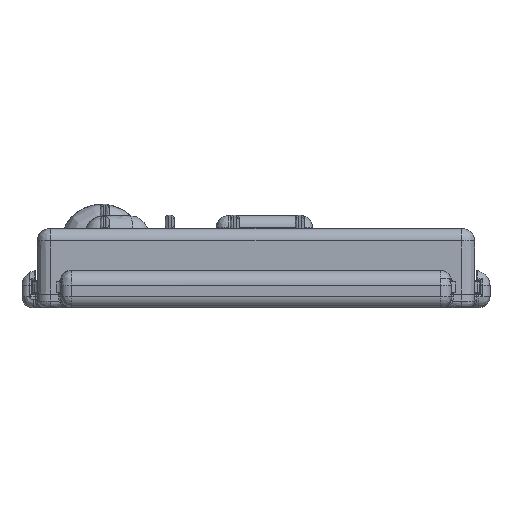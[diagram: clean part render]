
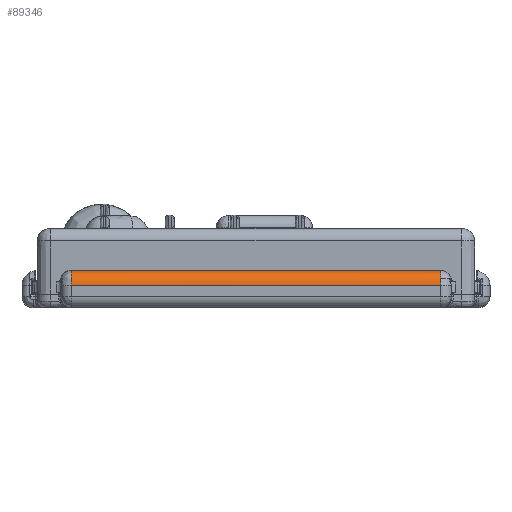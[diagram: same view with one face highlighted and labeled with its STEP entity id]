
A CAD part, front view. The second image highlights one B-rep face of the part: STEP entity #89346.
In plain terms, the highlighted free-form (B-spline) face has degree [2, 1] with [3, 2] control points.
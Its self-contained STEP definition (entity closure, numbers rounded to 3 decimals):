
#86380 = VERTEX_POINT('',#86381);
#86381 = CARTESIAN_POINT('',(-38.031,-45.784,
    8.668));
#86386 = EDGE_CURVE('',#86387,#86380,#86389,.T.);
#86387 = VERTEX_POINT('',#86388);
#86388 = CARTESIAN_POINT('',(7.26,-45.784,
    8.668));
#86389 = B_SPLINE_CURVE_WITH_KNOTS('',1,(#86390,#86391),.UNSPECIFIED.,
  .F.,.F.,(2,2),(1.25,43.054),.PIECEWISE_BEZIER_KNOTS.);
#86390 = CARTESIAN_POINT('',(7.26,-45.784,
    8.668));
#86391 = CARTESIAN_POINT('',(-38.031,-45.784,
    8.668));
#88505 = VERTEX_POINT('',#88506);
#88506 = CARTESIAN_POINT('',(7.26,-45.544,
    9.577));
#89286 = VERTEX_POINT('',#89287);
#89287 = CARTESIAN_POINT('',(7.26,-44.111,
    10.503));
#89292 = EDGE_CURVE('',#89286,#89293,#89295,.T.);
#89293 = VERTEX_POINT('',#89294);
#89294 = CARTESIAN_POINT('',(-38.031,-44.111,
    10.503));
#89295 = B_SPLINE_CURVE_WITH_KNOTS('',1,(#89296,#89297),.UNSPECIFIED.,
  .F.,.F.,(2,2),(1.25,43.054),.PIECEWISE_BEZIER_KNOTS.);
#89296 = CARTESIAN_POINT('',(7.26,-44.111,
    10.503));
#89297 = CARTESIAN_POINT('',(-38.031,-44.111,
    10.503));
#89346 = ADVANCED_FACE('',(#89347),#89369,.T.);
#89347 = FACE_BOUND('',#89348,.T.);
#89348 = EDGE_LOOP('',(#89349,#89350,#89356,#89357,#89363));
#89349 = ORIENTED_EDGE('',*,*,#89292,.T.);
#89350 = ORIENTED_EDGE('',*,*,#89351,.T.);
#89351 = EDGE_CURVE('',#89293,#86380,#89352,.T.);
#89352 = ( BOUNDED_CURVE() B_SPLINE_CURVE(2,(#89353,#89354,#89355),
.UNSPECIFIED.,.F.,.F.) B_SPLINE_CURVE_WITH_KNOTS((3,3),(0.,
1.479),.PIECEWISE_BEZIER_KNOTS.) CURVE() 
GEOMETRIC_REPRESENTATION_ITEM() RATIONAL_B_SPLINE_CURVE((1.,
0.739,1.)) REPRESENTATION_ITEM('') );
#89353 = CARTESIAN_POINT('',(-38.031,-44.111,
    10.503));
#89354 = CARTESIAN_POINT('',(-38.031,-45.784,
    10.348));
#89355 = CARTESIAN_POINT('',(-38.031,-45.784,
    8.668));
#89356 = ORIENTED_EDGE('',*,*,#86386,.F.);
#89357 = ORIENTED_EDGE('',*,*,#89358,.F.);
#89358 = EDGE_CURVE('',#88505,#86387,#89359,.T.);
#89359 = ( BOUNDED_CURVE() B_SPLINE_CURVE(2,(#89360,#89361,#89362),
.UNSPECIFIED.,.F.,.F.) B_SPLINE_CURVE_WITH_KNOTS((3,3),(
0.,0.516),.PIECEWISE_BEZIER_KNOTS.) CURVE() 
GEOMETRIC_REPRESENTATION_ITEM() RATIONAL_B_SPLINE_CURVE((1.,
0.967,1.)) REPRESENTATION_ITEM('') );
#89360 = CARTESIAN_POINT('',(7.26,-45.544,
    9.577));
#89361 = CARTESIAN_POINT('',(7.26,-45.784,
    9.154));
#89362 = CARTESIAN_POINT('',(7.26,-45.784,
    8.668));
#89363 = ORIENTED_EDGE('',*,*,#89364,.F.);
#89364 = EDGE_CURVE('',#89286,#88505,#89365,.T.);
#89365 = ( BOUNDED_CURVE() B_SPLINE_CURVE(2,(#89366,#89367,#89368),
.UNSPECIFIED.,.F.,.F.) B_SPLINE_CURVE_WITH_KNOTS((3,3),(0.,
0.963),.PIECEWISE_BEZIER_KNOTS.) CURVE() 
GEOMETRIC_REPRESENTATION_ITEM() RATIONAL_B_SPLINE_CURVE((1.,
0.886,1.)) REPRESENTATION_ITEM('') );
#89366 = CARTESIAN_POINT('',(7.26,-44.111,
    10.503));
#89367 = CARTESIAN_POINT('',(7.26,-45.07,
    10.414));
#89368 = CARTESIAN_POINT('',(7.26,-45.544,
    9.577));
#89369 = ( BOUNDED_SURFACE() B_SPLINE_SURFACE(2,1,(
    (#89370,#89371)
    ,(#89372,#89373)
    ,(#89374,#89375
)),.UNSPECIFIED.,.F.,.F.,.F.) B_SPLINE_SURFACE_WITH_KNOTS((3,3),(2,2),(
    1.663,3.142),(-20.902,20.902),
.PIECEWISE_BEZIER_KNOTS.) GEOMETRIC_REPRESENTATION_ITEM() 
RATIONAL_B_SPLINE_SURFACE((
    (1.,1.)
    ,(0.739,0.739)
,(1.,1.))) REPRESENTATION_ITEM('') SURFACE() );
#89370 = CARTESIAN_POINT('',(-38.031,-44.111,
    10.503));
#89371 = CARTESIAN_POINT('',(7.26,-44.111,
    10.503));
#89372 = CARTESIAN_POINT('',(-38.031,-45.784,
    10.348));
#89373 = CARTESIAN_POINT('',(7.26,-45.784,
    10.348));
#89374 = CARTESIAN_POINT('',(-38.031,-45.784,
    8.668));
#89375 = CARTESIAN_POINT('',(7.26,-45.784,
    8.668));
